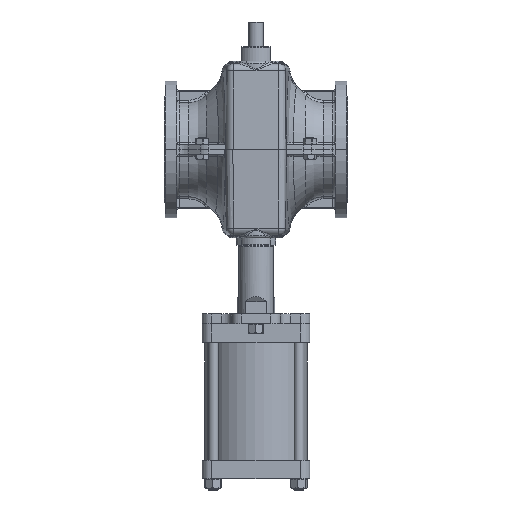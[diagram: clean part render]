
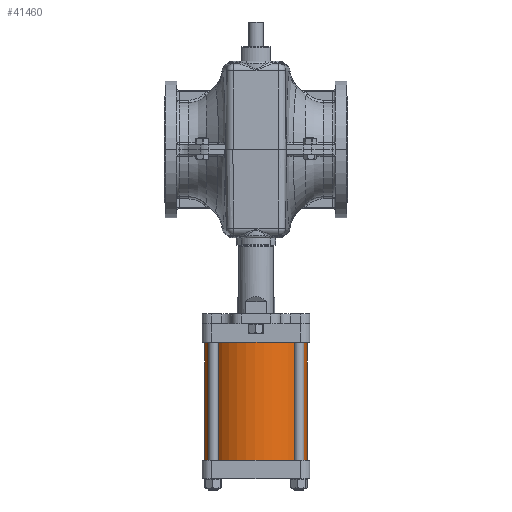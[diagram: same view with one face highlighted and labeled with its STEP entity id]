
A CAD part, front view. The second image highlights one B-rep face of the part: STEP entity #41460.
In plain terms, the highlighted cylindrical face has radius 105 mm (diameter 210 mm), a full revolution.
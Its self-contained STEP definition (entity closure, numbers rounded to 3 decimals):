
#41433=CARTESIAN_POINT('',(0.0,0.0,0.0));
#41434=DIRECTION('',(0.0,0.0,1.0));
#41435=DIRECTION('',(-1.0,0.0,0.0));
#41436=AXIS2_PLACEMENT_3D('',#41433,#41434,#41435);
#41437=CYLINDRICAL_SURFACE('',#41436,105.0);
#41438=CARTESIAN_POINT('',(105.0,0.,250.0));
#41439=VERTEX_POINT('',#41438);
#41440=CARTESIAN_POINT('',(0.0,0.0,250.0));
#41441=DIRECTION('',(0.0,0.0,-1.0));
#41442=DIRECTION('',(-1.0,0.0,0.0));
#41443=AXIS2_PLACEMENT_3D('',#41440,#41441,#41442);
#41444=CIRCLE('',#41443,105.0);
#41445=EDGE_CURVE('',#41439,#41439,#41444,.T.);
#41446=ORIENTED_EDGE('',*,*,#41445,.T.);
#41447=EDGE_LOOP('',(#41446));
#41448=FACE_OUTER_BOUND('',#41447,.T.);
#41449=CARTESIAN_POINT('',(105.0,0.,0.0));
#41450=VERTEX_POINT('',#41449);
#41451=CARTESIAN_POINT('',(0.0,0.0,0.0));
#41452=DIRECTION('',(0.0,0.0,-1.0));
#41453=DIRECTION('',(-1.0,0.0,0.0));
#41454=AXIS2_PLACEMENT_3D('',#41451,#41452,#41453);
#41455=CIRCLE('',#41454,105.0);
#41456=EDGE_CURVE('',#41450,#41450,#41455,.T.);
#41457=ORIENTED_EDGE('',*,*,#41456,.F.);
#41458=EDGE_LOOP('',(#41457));
#41459=FACE_BOUND('',#41458,.T.);
#41460=ADVANCED_FACE('',(#41448,#41459),#41437,.T.);
